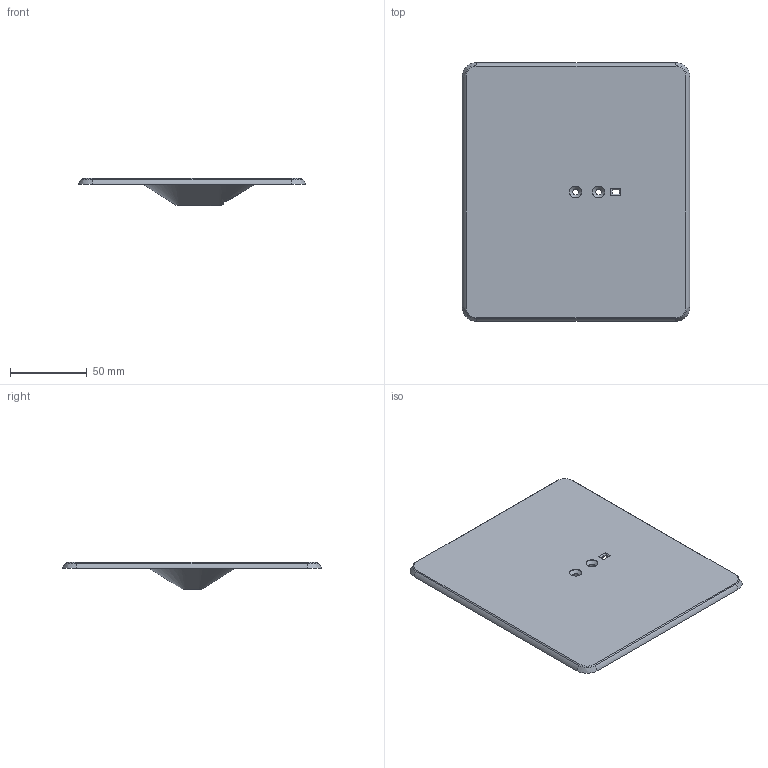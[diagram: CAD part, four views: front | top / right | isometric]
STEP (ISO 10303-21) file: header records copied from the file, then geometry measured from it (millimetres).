
FILE_DESCRIPTION(/* description */ (''),/* implementation_level */ '2;1');
FILE_NAME(/* name */ 'Platform.step',/* time_stamp */ '2024-10-20T15:44:33+01:00',/* author */ (''),/* organization */ (''),/* preprocessor_version */ 'ST-DEVELOPER v20',/* originating_system */ 'Autodesk Translation Framework v13.20.0.188',/* authorisation */ '');
FILE_SCHEMA (('AUTOMOTIVE_DESIGN { 1 0 10303 214 3 1 1 }'));
Length unit declared in the file: millimetre
Products named in the file (1): Scale
Bounding box: 148.35 x 168.8 x 17.8 mm (x, y, z)
Volume: 117384.4 mm3; surface area: 52828.7 mm2
Topology: 1 solids, 1 shells, 49 faces, 129 edges, 83 vertices
Faces by surface type: plane 26, cylinder 8, bspline 7, cone 6, torus 2
Full cylindrical faces by diameter (mm): 4 x2, 7.8 x2
Entity records: 2195 total; most frequent: CARTESIAN_POINT 967, ORIENTED_EDGE 258, DIRECTION 230, EDGE_CURVE 129, VERTEX_POINT 83, AXIS2_PLACEMENT_3D 77, LINE 76, VECTOR 76
